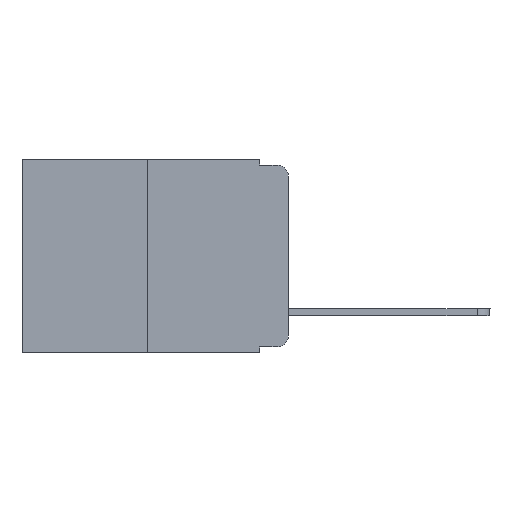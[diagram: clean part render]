
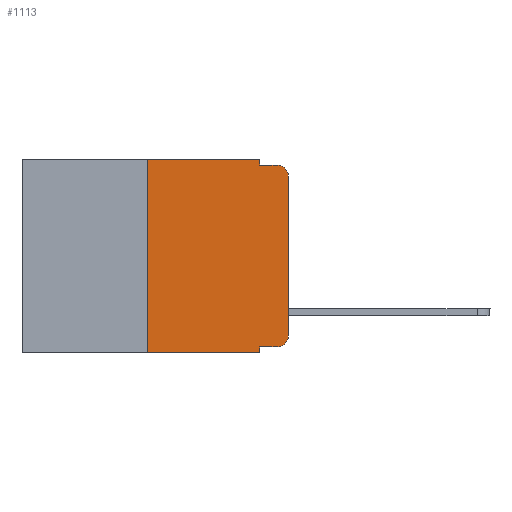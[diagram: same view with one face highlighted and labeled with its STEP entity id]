
A CAD part, left-side view. The second image highlights one B-rep face of the part: STEP entity #1113.
In plain terms, the highlighted planar face has unit normal (-1, 0, 0).
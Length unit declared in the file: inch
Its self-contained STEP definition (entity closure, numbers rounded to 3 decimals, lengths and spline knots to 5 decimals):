
#323 = LINE ( 'NONE', #6325, #10617 ) ;
#442 = EDGE_CURVE ( 'NONE', #14630, #13644, #5635, .T. ) ;
#538 = CARTESIAN_POINT ( 'NONE',  ( 0., 0.473, 0. ) ) ;
#699 = VERTEX_POINT ( 'NONE', #13206 ) ;
#1021 = CARTESIAN_POINT ( 'NONE',  ( 0., 0.051, 0. ) ) ;
#1113 = ADVANCED_FACE ( 'NONE', ( #1427 ), #6674, .F. ) ;
#1427 = FACE_OUTER_BOUND ( 'NONE', #7496, .T. ) ;
#1666 = DIRECTION ( 'NONE',  ( -1., 0., 0. ) ) ;
#1808 = DIRECTION ( 'NONE',  ( 0., 0., -1. ) ) ;
#2052 = VECTOR ( 'NONE', #15733, 39.37008 ) ;
#2094 = ORIENTED_EDGE ( 'NONE', *, *, #2992, .F. ) ;
#2508 = CARTESIAN_POINT ( 'NONE',  ( 0., 0.051, -0.333 ) ) ;
#2602 = CARTESIAN_POINT ( 'NONE',  ( 0., 0.051, -0.343 ) ) ;
#2653 = ORIENTED_EDGE ( 'NONE', *, *, #3901, .T. ) ;
#2859 = VERTEX_POINT ( 'NONE', #11326 ) ;
#2864 = DIRECTION ( 'NONE',  ( 0., 0., -1. ) ) ;
#2992 = EDGE_CURVE ( 'NONE', #13546, #6120, #6129, .T. ) ;
#3163 = LINE ( 'NONE', #11676, #15428 ) ;
#3843 = DIRECTION ( 'NONE',  ( 0., -1., 0. ) ) ;
#3901 = EDGE_CURVE ( 'NONE', #699, #15239, #5720, .T. ) ;
#4314 = DIRECTION ( 'NONE',  ( -1., 0., 0. ) ) ;
#4721 = EDGE_CURVE ( 'NONE', #699, #6442, #3163, .T. ) ;
#4770 = ORIENTED_EDGE ( 'NONE', *, *, #8733, .T. ) ;
#4882 = ORIENTED_EDGE ( 'NONE', *, *, #10179, .F. ) ;
#5067 = DIRECTION ( 'NONE',  ( 0., -1., 0. ) ) ;
#5174 = LINE ( 'NONE', #7741, #15136 ) ;
#5294 = LINE ( 'NONE', #5965, #2052 ) ;
#5297 = EDGE_CURVE ( 'NONE', #6120, #6539, #5614, .T. ) ;
#5424 = DIRECTION ( 'NONE',  ( 0., -1., 0. ) ) ;
#5425 = DIRECTION ( 'NONE',  ( 0., 0., -1. ) ) ;
#5452 = AXIS2_PLACEMENT_3D ( 'NONE', #6883, #12977, #12766 ) ;
#5614 = LINE ( 'NONE', #1021, #6949 ) ;
#5635 = CIRCLE ( 'NONE', #12837, 0.02 ) ;
#5720 = LINE ( 'NONE', #2508, #8198 ) ;
#5965 = CARTESIAN_POINT ( 'NONE',  ( 0., 0.473, -0.343 ) ) ;
#5976 = CARTESIAN_POINT ( 'NONE',  ( 0., 0., -0.03 ) ) ;
#6120 = VERTEX_POINT ( 'NONE', #9422 ) ;
#6129 = LINE ( 'NONE', #538, #13983 ) ;
#6325 = CARTESIAN_POINT ( 'NONE',  ( 0., 0.051, -0.01 ) ) ;
#6393 = CARTESIAN_POINT ( 'NONE',  ( 0., 0.02, -0.01 ) ) ;
#6442 = VERTEX_POINT ( 'NONE', #2602 ) ;
#6491 = CIRCLE ( 'NONE', #14043, 0.02 ) ;
#6539 = VERTEX_POINT ( 'NONE', #12720 ) ;
#6674 = PLANE ( 'NONE',  #5452 ) ;
#6883 = CARTESIAN_POINT ( 'NONE',  ( 0., 0.473, 0. ) ) ;
#6949 = VECTOR ( 'NONE', #11910, 39.37008 ) ;
#7496 = EDGE_LOOP ( 'NONE', ( #4770, #11101, #4882, #14056, #2094, #13301, #15406, #13836, #2653, #8071 ) ) ;
#7578 = EDGE_CURVE ( 'NONE', #15239, #2859, #6491, .T. ) ;
#7580 = CARTESIAN_POINT ( 'NONE',  ( 0., 0.25, -0.343 ) ) ;
#7741 = CARTESIAN_POINT ( 'NONE',  ( 0., 0.25, 0. ) ) ;
#7883 = DIRECTION ( 'NONE',  ( 0., 0., 1. ) ) ;
#7984 = CARTESIAN_POINT ( 'NONE',  ( 0., 0., 0. ) ) ;
#8071 = ORIENTED_EDGE ( 'NONE', *, *, #7578, .T. ) ;
#8198 = VECTOR ( 'NONE', #5067, 39.37008 ) ;
#8733 = EDGE_CURVE ( 'NONE', #2859, #14630, #8938, .T. ) ;
#8938 = LINE ( 'NONE', #7984, #15226 ) ;
#9422 = CARTESIAN_POINT ( 'NONE',  ( 0., 0.051, 0. ) ) ;
#10179 = EDGE_CURVE ( 'NONE', #6539, #13644, #323, .T. ) ;
#10617 = VECTOR ( 'NONE', #3843, 39.37008 ) ;
#11101 = ORIENTED_EDGE ( 'NONE', *, *, #442, .T. ) ;
#11299 = EDGE_CURVE ( 'NONE', #14917, #6442, #5294, .T. ) ;
#11326 = CARTESIAN_POINT ( 'NONE',  ( 0., 0., -0.313 ) ) ;
#11429 = DIRECTION ( 'NONE',  ( 0., 0., 1. ) ) ;
#11676 = CARTESIAN_POINT ( 'NONE',  ( 0., 0.051, 0. ) ) ;
#11910 = DIRECTION ( 'NONE',  ( 0., 0., -1. ) ) ;
#12479 = CARTESIAN_POINT ( 'NONE',  ( 0., 0.25, 0. ) ) ;
#12720 = CARTESIAN_POINT ( 'NONE',  ( 0., 0.051, -0.01 ) ) ;
#12726 = CARTESIAN_POINT ( 'NONE',  ( 0., 0.02, -0.313 ) ) ;
#12766 = DIRECTION ( 'NONE',  ( 0., 0., -1. ) ) ;
#12837 = AXIS2_PLACEMENT_3D ( 'NONE', #14014, #1666, #1808 ) ;
#12977 = DIRECTION ( 'NONE',  ( 1., 0., 0. ) ) ;
#13206 = CARTESIAN_POINT ( 'NONE',  ( 0., 0.051, -0.333 ) ) ;
#13301 = ORIENTED_EDGE ( 'NONE', *, *, #14398, .F. ) ;
#13546 = VERTEX_POINT ( 'NONE', #12479 ) ;
#13644 = VERTEX_POINT ( 'NONE', #6393 ) ;
#13836 = ORIENTED_EDGE ( 'NONE', *, *, #4721, .F. ) ;
#13983 = VECTOR ( 'NONE', #5424, 39.37008 ) ;
#14014 = CARTESIAN_POINT ( 'NONE',  ( 0., 0.02, -0.03 ) ) ;
#14043 = AXIS2_PLACEMENT_3D ( 'NONE', #12726, #4314, #2864 ) ;
#14056 = ORIENTED_EDGE ( 'NONE', *, *, #5297, .F. ) ;
#14357 = CARTESIAN_POINT ( 'NONE',  ( 0., 0.02, -0.333 ) ) ;
#14398 = EDGE_CURVE ( 'NONE', #14917, #13546, #5174, .T. ) ;
#14630 = VERTEX_POINT ( 'NONE', #5976 ) ;
#14917 = VERTEX_POINT ( 'NONE', #7580 ) ;
#15136 = VECTOR ( 'NONE', #11429, 39.37008 ) ;
#15226 = VECTOR ( 'NONE', #7883, 39.37008 ) ;
#15239 = VERTEX_POINT ( 'NONE', #14357 ) ;
#15406 = ORIENTED_EDGE ( 'NONE', *, *, #11299, .T. ) ;
#15428 = VECTOR ( 'NONE', #5425, 39.37008 ) ;
#15733 = DIRECTION ( 'NONE',  ( 0., -1., 0. ) ) ;
